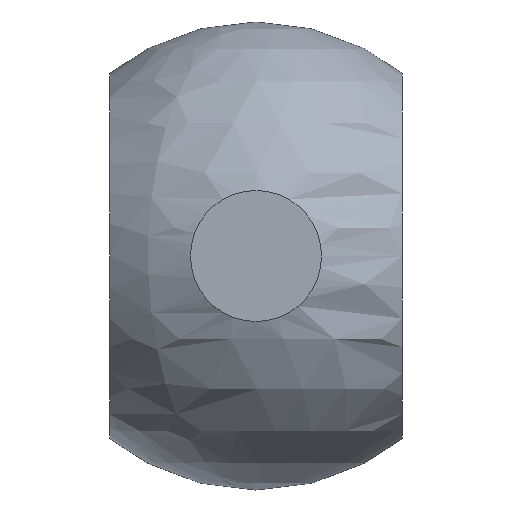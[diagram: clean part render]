
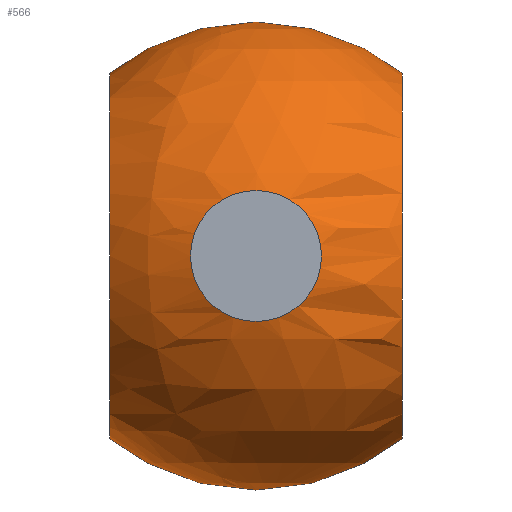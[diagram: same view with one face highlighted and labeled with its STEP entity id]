
A CAD part, front view. The second image highlights one B-rep face of the part: STEP entity #566.
In plain terms, the highlighted spherical face has radius 20 mm.
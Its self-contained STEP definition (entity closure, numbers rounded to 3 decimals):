
#513=CARTESIAN_POINT('',(0.,-19.2,-5.6));
#514=VERTEX_POINT('',#513);
#515=CARTESIAN_POINT('',(0.0,-19.2,0.0));
#516=DIRECTION('',(0.0,1.0,0.0));
#517=DIRECTION('',(0.0,0.0,-1.0));
#518=AXIS2_PLACEMENT_3D('',#515,#516,#517);
#519=CIRCLE('',#518,5.6);
#520=EDGE_CURVE('',#514,#514,#519,.T.);
#525=CARTESIAN_POINT('',(0.0,0.0,0.0));
#526=DIRECTION('',(0.0,0.0,1.0));
#527=DIRECTION('',(1.0,0.0,0.0));
#528=AXIS2_PLACEMENT_3D('',#525,#526,#527);
#529=SPHERICAL_SURFACE('',#528,20.0);
#530=ORIENTED_EDGE('',*,*,#520,.T.);
#531=EDGE_LOOP('',(#530));
#532=FACE_OUTER_BOUND('',#531,.T.);
#533=CARTESIAN_POINT('',(12.5,0.0,-15.612));
#534=VERTEX_POINT('',#533);
#535=CARTESIAN_POINT('',(12.5,0.0,0.));
#536=DIRECTION('',(-1.0,0.0,0.0));
#537=DIRECTION('',(0.0,0.0,-1.0));
#538=AXIS2_PLACEMENT_3D('',#535,#536,#537);
#539=CIRCLE('',#538,15.612);
#540=EDGE_CURVE('',#534,#534,#539,.T.);
#541=ORIENTED_EDGE('',*,*,#540,.T.);
#542=EDGE_LOOP('',(#541));
#543=FACE_BOUND('',#542,.T.);
#544=CARTESIAN_POINT('',(-12.5,0.0,15.612));
#545=VERTEX_POINT('',#544);
#546=CARTESIAN_POINT('',(-12.5,0.0,0.0));
#547=DIRECTION('',(1.0,0.0,0.0));
#548=DIRECTION('',(0.0,0.0,1.0));
#549=AXIS2_PLACEMENT_3D('',#546,#547,#548);
#550=CIRCLE('',#549,15.612);
#551=EDGE_CURVE('',#545,#545,#550,.T.);
#552=ORIENTED_EDGE('',*,*,#551,.T.);
#553=EDGE_LOOP('',(#552));
#554=FACE_BOUND('',#553,.T.);
#555=CARTESIAN_POINT('',(0.,18.137,8.429));
#556=VERTEX_POINT('',#555);
#557=CARTESIAN_POINT('',(0.0,18.137,0.0));
#558=DIRECTION('',(0.0,-1.0,0.0));
#559=DIRECTION('',(0.0,0.0,1.0));
#560=AXIS2_PLACEMENT_3D('',#557,#558,#559);
#561=CIRCLE('',#560,8.429);
#562=EDGE_CURVE('',#556,#556,#561,.T.);
#563=ORIENTED_EDGE('',*,*,#562,.T.);
#564=EDGE_LOOP('',(#563));
#565=FACE_BOUND('',#564,.T.);
#566=ADVANCED_FACE('',(#532,#543,#554,#565),#529,.T.);
